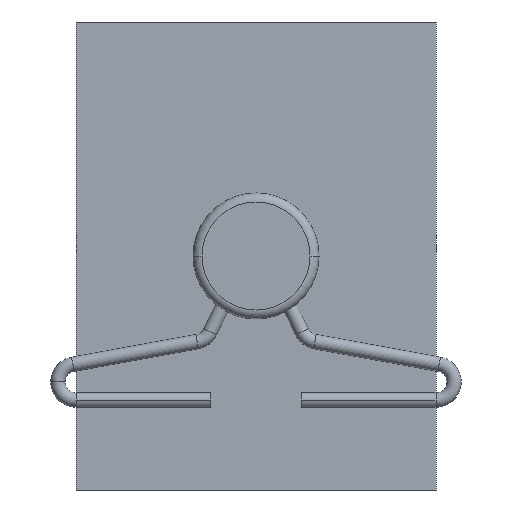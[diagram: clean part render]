
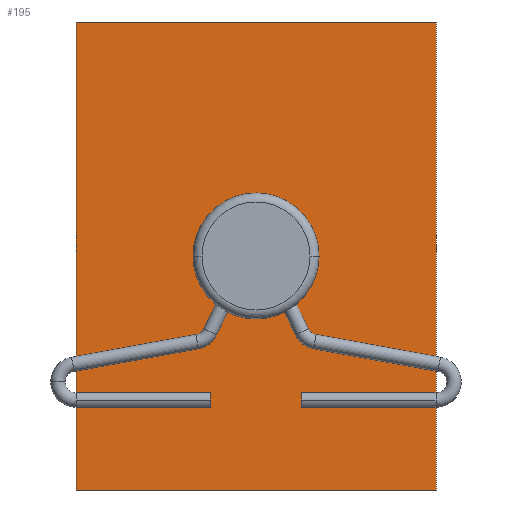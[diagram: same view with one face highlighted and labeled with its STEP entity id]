
A CAD part, left-side view. The second image highlights one B-rep face of the part: STEP entity #195.
In plain terms, the highlighted planar face has unit normal (-1, 0, 0).
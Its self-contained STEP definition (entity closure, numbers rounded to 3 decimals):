
#38 = VERTEX_POINT ( 'NONE', #775 ) ;
#72 = CARTESIAN_POINT ( 'NONE',  ( -0.5, 10., 26. ) ) ;
#91 = DIRECTION ( 'NONE',  ( 0., 0., -1. ) ) ;
#113 = LINE ( 'NONE', #1824, #1206 ) ;
#145 = CARTESIAN_POINT ( 'NONE',  ( -0.5, 10., 26. ) ) ;
#148 = DIRECTION ( 'NONE',  ( 0., -1., 0. ) ) ;
#195 = ADVANCED_FACE ( 'NONE', ( #2653, #911 ), #2585, .F. ) ;
#211 = CARTESIAN_POINT ( 'NONE',  ( -0.5, 10., 0. ) ) ;
#337 = DIRECTION ( 'NONE',  ( 0., 1., 0. ) ) ;
#379 = ORIENTED_EDGE ( 'NONE', *, *, #519, .F. ) ;
#404 = CARTESIAN_POINT ( 'NONE',  ( -0.5, 0., 13. ) ) ;
#519 = EDGE_CURVE ( 'NONE', #854, #38, #1241, .T. ) ;
#537 = VERTEX_POINT ( 'NONE', #782 ) ;
#621 = DIRECTION ( 'NONE',  ( 0., 1., 0. ) ) ;
#638 = EDGE_CURVE ( 'NONE', #537, #719, #1157, .T. ) ;
#719 = VERTEX_POINT ( 'NONE', #1992 ) ;
#735 = DIRECTION ( 'NONE',  ( 0., 0., -1. ) ) ;
#775 = CARTESIAN_POINT ( 'NONE',  ( -0.5, -10., 0. ) ) ;
#782 = CARTESIAN_POINT ( 'NONE',  ( -0.5, -2., 13. ) ) ;
#784 = ORIENTED_EDGE ( 'NONE', *, *, #1096, .F. ) ;
#804 = AXIS2_PLACEMENT_3D ( 'NONE', #404, #2296, #337 ) ;
#854 = VERTEX_POINT ( 'NONE', #2570 ) ;
#855 = CARTESIAN_POINT ( 'NONE',  ( -0.5, 10., 26. ) ) ;
#911 = FACE_OUTER_BOUND ( 'NONE', #1095, .T. ) ;
#1030 = LINE ( 'NONE', #72, #2013 ) ;
#1095 = EDGE_LOOP ( 'NONE', ( #1188, #379, #1181, #2621 ) ) ;
#1096 = EDGE_CURVE ( 'NONE', #719, #537, #2879, .T. ) ;
#1107 = DIRECTION ( 'NONE',  ( 1., 0., 0. ) ) ;
#1157 = CIRCLE ( 'NONE', #804, 2. ) ;
#1165 = CARTESIAN_POINT ( 'NONE',  ( -0.5, 0., 13. ) ) ;
#1181 = ORIENTED_EDGE ( 'NONE', *, *, #2506, .F. ) ;
#1188 = ORIENTED_EDGE ( 'NONE', *, *, #2010, .T. ) ;
#1206 = VECTOR ( 'NONE', #148, 1000. ) ;
#1241 = LINE ( 'NONE', #1743, #2264 ) ;
#1346 = LINE ( 'NONE', #1628, #2434 ) ;
#1370 = AXIS2_PLACEMENT_3D ( 'NONE', #1165, #2132, #2848 ) ;
#1412 = AXIS2_PLACEMENT_3D ( 'NONE', #855, #1107, #621 ) ;
#1628 = CARTESIAN_POINT ( 'NONE',  ( -0.5, 10., 0. ) ) ;
#1743 = CARTESIAN_POINT ( 'NONE',  ( -0.5, -10., 26. ) ) ;
#1784 = VERTEX_POINT ( 'NONE', #145 ) ;
#1824 = CARTESIAN_POINT ( 'NONE',  ( -0.5, 10., 26. ) ) ;
#1879 = DIRECTION ( 'NONE',  ( 0., -1., 0. ) ) ;
#1992 = CARTESIAN_POINT ( 'NONE',  ( -0.5, 2., 13. ) ) ;
#2010 = EDGE_CURVE ( 'NONE', #2779, #38, #1346, .T. ) ;
#2013 = VECTOR ( 'NONE', #91, 1000. ) ;
#2132 = DIRECTION ( 'NONE',  ( -1., 0., 0. ) ) ;
#2264 = VECTOR ( 'NONE', #735, 1000. ) ;
#2279 = EDGE_CURVE ( 'NONE', #1784, #2779, #1030, .T. ) ;
#2296 = DIRECTION ( 'NONE',  ( -1., 0., 0. ) ) ;
#2434 = VECTOR ( 'NONE', #1879, 1000. ) ;
#2506 = EDGE_CURVE ( 'NONE', #1784, #854, #113, .T. ) ;
#2570 = CARTESIAN_POINT ( 'NONE',  ( -0.5, -10., 26. ) ) ;
#2585 = PLANE ( 'NONE',  #1412 ) ;
#2594 = ORIENTED_EDGE ( 'NONE', *, *, #638, .F. ) ;
#2621 = ORIENTED_EDGE ( 'NONE', *, *, #2279, .T. ) ;
#2653 = FACE_BOUND ( 'NONE', #2969, .T. ) ;
#2779 = VERTEX_POINT ( 'NONE', #211 ) ;
#2848 = DIRECTION ( 'NONE',  ( 0., 1., 0. ) ) ;
#2879 = CIRCLE ( 'NONE', #1370, 2. ) ;
#2969 = EDGE_LOOP ( 'NONE', ( #2594, #784 ) ) ;
